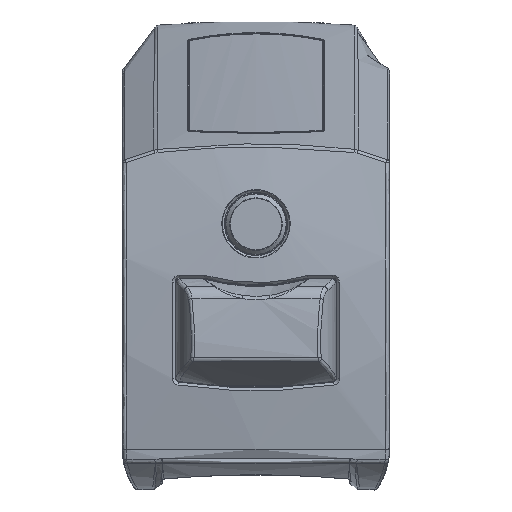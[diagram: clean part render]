
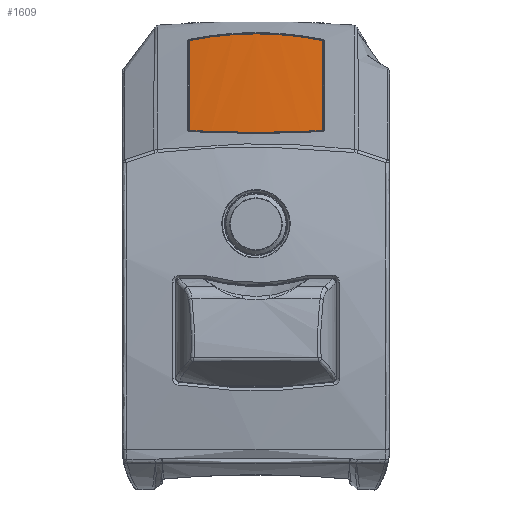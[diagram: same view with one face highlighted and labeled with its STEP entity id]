
A CAD part, top view. The second image highlights one B-rep face of the part: STEP entity #1609.
In plain terms, the highlighted free-form (B-spline) face has degree [3, 3] with [8, 4] control points.
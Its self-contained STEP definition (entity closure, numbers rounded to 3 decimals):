
#63=B_SPLINE_SURFACE_WITH_KNOTS('',3,3,((#10006,#10007,#10008,#10009),(#10010,
#10011,#10012,#10013),(#10014,#10015,#10016,#10017),(#10018,#10019,#10020,
#10021),(#10022,#10023,#10024,#10025),(#10026,#10027,#10028,#10029),(#10030,
#10031,#10032,#10033),(#10034,#10035,#10036,#10037)),.UNSPECIFIED.,.F.,.F.,
 .F.,(4,2,2,4),(4,4),(0.,0.605,0.659,1.),(0.,1.),
 .UNSPECIFIED.);
#786=B_SPLINE_CURVE_WITH_KNOTS('',3,(#9947,#9948,#9949,#9950),
 .UNSPECIFIED.,.F.,.F.,(4,4),(0.,1.),.UNSPECIFIED.);
#788=B_SPLINE_CURVE_WITH_KNOTS('',3,(#9992,#9993,#9994,#9995),
 .UNSPECIFIED.,.F.,.F.,(4,4),(0.,1.),.UNSPECIFIED.);
#789=B_SPLINE_CURVE_WITH_KNOTS('',3,(#9998,#9999,#10000,#10001),
 .UNSPECIFIED.,.F.,.F.,(4,4),(0.,1.),.UNSPECIFIED.);
#790=B_SPLINE_CURVE_WITH_KNOTS('',3,(#10002,#10003,#10004,#10005),
 .UNSPECIFIED.,.F.,.F.,(4,4),(0.,1.),.UNSPECIFIED.);
#1609=ADVANCED_FACE('',(#2120),#63,.T.);
#2120=FACE_OUTER_BOUND('',#2553,.T.);
#2553=EDGE_LOOP('',(#3308,#3309,#3310,#3311));
#3308=ORIENTED_EDGE('',*,*,#5792,.T.);
#3309=ORIENTED_EDGE('',*,*,#5793,.T.);
#3310=ORIENTED_EDGE('',*,*,#5789,.T.);
#3311=ORIENTED_EDGE('',*,*,#5794,.T.);
#5092=VERTEX_POINT('',#9946);
#5093=VERTEX_POINT('',#9951);
#5095=VERTEX_POINT('',#9996);
#5096=VERTEX_POINT('',#9997);
#5789=EDGE_CURVE('',#5093,#5092,#786,.T.);
#5792=EDGE_CURVE('',#5095,#5096,#788,.T.);
#5793=EDGE_CURVE('',#5096,#5093,#789,.T.);
#5794=EDGE_CURVE('',#5092,#5095,#790,.T.);
#9946=CARTESIAN_POINT('',(4.954,6.026,42.493));
#9947=CARTESIAN_POINT('',(-4.954,6.026,42.493));
#9948=CARTESIAN_POINT('',(-1.804,5.851,43.809));
#9949=CARTESIAN_POINT('',(1.805,5.851,43.809));
#9950=CARTESIAN_POINT('',(4.954,6.026,42.493));
#9951=CARTESIAN_POINT('',(-4.954,6.026,42.493));
#9992=CARTESIAN_POINT('',(4.954,12.832,22.697));
#9993=CARTESIAN_POINT('',(1.816,13.501,21.555));
#9994=CARTESIAN_POINT('',(-1.817,13.501,21.555));
#9995=CARTESIAN_POINT('',(-4.954,12.832,22.697));
#9996=CARTESIAN_POINT('',(4.954,12.832,22.697));
#9997=CARTESIAN_POINT('',(-4.954,12.832,22.697));
#9998=CARTESIAN_POINT('',(-4.954,12.832,22.697));
#9999=CARTESIAN_POINT('',(-4.954,10.563,29.295));
#10000=CARTESIAN_POINT('',(-4.954,8.295,35.894));
#10001=CARTESIAN_POINT('',(-4.954,6.026,42.493));
#10002=CARTESIAN_POINT('',(4.954,6.026,42.493));
#10003=CARTESIAN_POINT('',(4.954,8.295,35.894));
#10004=CARTESIAN_POINT('',(4.954,10.563,29.295));
#10005=CARTESIAN_POINT('',(4.954,12.832,22.697));
#10006=CARTESIAN_POINT('',(7.5,4.297,46.7));
#10007=CARTESIAN_POINT('',(2.522,4.964,46.7));
#10008=CARTESIAN_POINT('',(-2.522,4.964,46.7));
#10009=CARTESIAN_POINT('',(-7.5,4.297,46.7));
#10010=CARTESIAN_POINT('',(7.5,7.437,37.566));
#10011=CARTESIAN_POINT('',(2.522,8.104,37.566));
#10012=CARTESIAN_POINT('',(-2.522,8.104,37.566));
#10013=CARTESIAN_POINT('',(-7.5,7.437,37.566));
#10014=CARTESIAN_POINT('',(7.5,10.578,28.433));
#10015=CARTESIAN_POINT('',(2.522,11.244,28.433));
#10016=CARTESIAN_POINT('',(-2.522,11.244,28.433));
#10017=CARTESIAN_POINT('',(-7.5,10.578,28.433));
#10018=CARTESIAN_POINT('',(7.5,13.998,18.483));
#10019=CARTESIAN_POINT('',(2.522,14.665,18.483));
#10020=CARTESIAN_POINT('',(-2.522,14.665,18.483));
#10021=CARTESIAN_POINT('',(-7.5,13.998,18.483));
#10022=CARTESIAN_POINT('',(7.5,14.008,17.599));
#10023=CARTESIAN_POINT('',(2.522,14.674,17.599));
#10024=CARTESIAN_POINT('',(-2.522,14.674,17.599));
#10025=CARTESIAN_POINT('',(-7.5,14.008,17.599));
#10026=CARTESIAN_POINT('',(7.5,12.079,11.585));
#10027=CARTESIAN_POINT('',(2.522,12.746,11.585));
#10028=CARTESIAN_POINT('',(-2.522,12.746,11.585));
#10029=CARTESIAN_POINT('',(-7.5,12.079,11.585));
#10030=CARTESIAN_POINT('',(7.5,10.415,6.392));
#10031=CARTESIAN_POINT('',(2.522,11.081,6.392));
#10032=CARTESIAN_POINT('',(-2.522,11.081,6.392));
#10033=CARTESIAN_POINT('',(-7.5,10.415,6.392));
#10034=CARTESIAN_POINT('',(7.5,8.75,1.2));
#10035=CARTESIAN_POINT('',(2.522,9.417,1.2));
#10036=CARTESIAN_POINT('',(-2.522,9.417,1.2));
#10037=CARTESIAN_POINT('',(-7.5,8.75,1.2));
